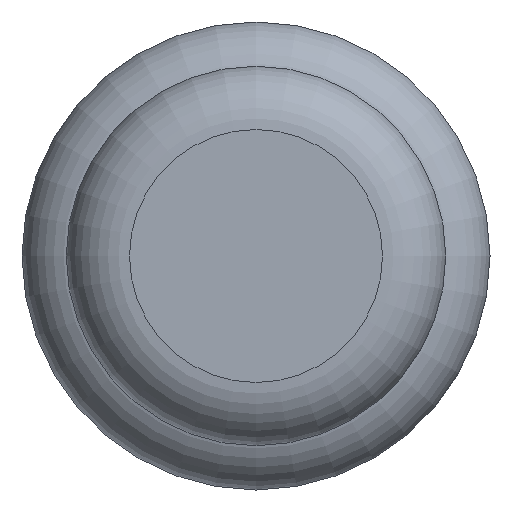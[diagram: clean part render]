
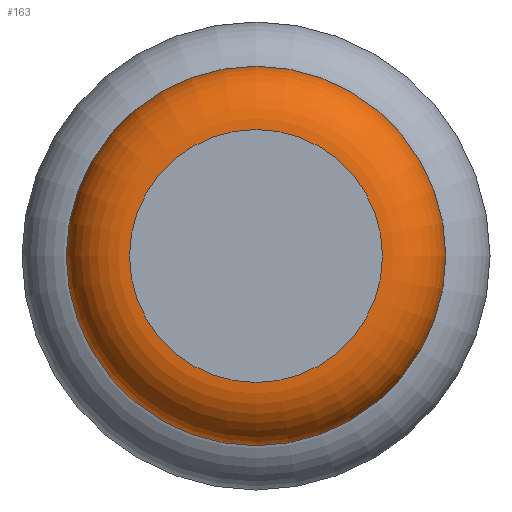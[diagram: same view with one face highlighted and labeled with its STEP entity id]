
A CAD part, front view. The second image highlights one B-rep face of the part: STEP entity #163.
In plain terms, the highlighted toroidal (fillet/blend) face has major radius 10 mm and minor radius 5 mm.
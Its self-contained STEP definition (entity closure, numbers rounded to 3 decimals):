
#17=TOROIDAL_SURFACE('',#200,10.,5.);
#27=FACE_OUTER_BOUND('',#39,.T.);
#39=EDGE_LOOP('',(#118,#119,#120,#121,#122));
#61=CIRCLE('',#201,10.);
#62=CIRCLE('',#202,5.);
#63=CIRCLE('',#203,15.);
#64=CIRCLE('',#204,15.);
#79=VERTEX_POINT('',#301);
#80=VERTEX_POINT('',#303);
#81=VERTEX_POINT('',#305);
#94=EDGE_CURVE('',#79,#79,#61,.T.);
#95=EDGE_CURVE('',#79,#80,#62,.T.);
#96=EDGE_CURVE('',#80,#81,#63,.T.);
#97=EDGE_CURVE('',#81,#80,#64,.T.);
#118=ORIENTED_EDGE('',*,*,#94,.T.);
#119=ORIENTED_EDGE('',*,*,#95,.T.);
#120=ORIENTED_EDGE('',*,*,#96,.T.);
#121=ORIENTED_EDGE('',*,*,#97,.T.);
#122=ORIENTED_EDGE('',*,*,#95,.F.);
#163=ADVANCED_FACE('',(#27),#17,.T.);
#200=AXIS2_PLACEMENT_3D('',#300,#237,#238);
#201=AXIS2_PLACEMENT_3D('',#302,#239,#240);
#202=AXIS2_PLACEMENT_3D('',#304,#241,#242);
#203=AXIS2_PLACEMENT_3D('',#306,#243,#244);
#204=AXIS2_PLACEMENT_3D('',#307,#245,#246);
#237=DIRECTION('center_axis',(0.,-1.,0.));
#238=DIRECTION('ref_axis',(0.,0.,-1.));
#239=DIRECTION('center_axis',(0.,1.,0.));
#240=DIRECTION('ref_axis',(-1.,0.,0.));
#241=DIRECTION('center_axis',(-1.,0.,0.));
#242=DIRECTION('ref_axis',(0.,0.,1.));
#243=DIRECTION('center_axis',(0.,-1.,0.));
#244=DIRECTION('ref_axis',(-1.,0.,0.));
#245=DIRECTION('center_axis',(0.,-1.,0.));
#246=DIRECTION('ref_axis',(-1.,0.,0.));
#300=CARTESIAN_POINT('Origin',(0.,5.,0.));
#301=CARTESIAN_POINT('',(0.,0.,10.));
#302=CARTESIAN_POINT('Origin',(0.,0.,0.));
#303=CARTESIAN_POINT('',(0.,5.,15.));
#304=CARTESIAN_POINT('Origin',(0.,5.,10.));
#305=CARTESIAN_POINT('',(-15.,5.,0.));
#306=CARTESIAN_POINT('Origin',(0.,5.,0.));
#307=CARTESIAN_POINT('Origin',(0.,5.,0.));
